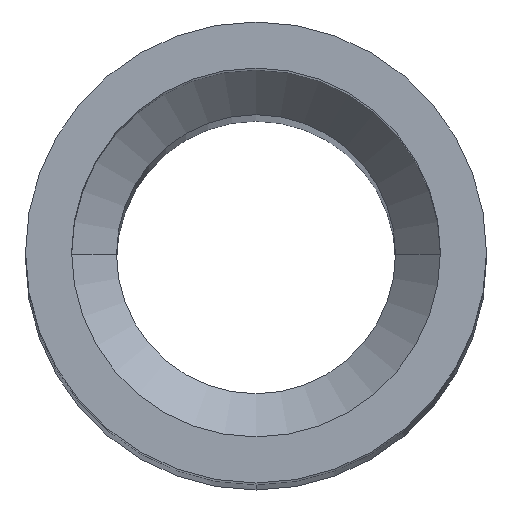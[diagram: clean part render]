
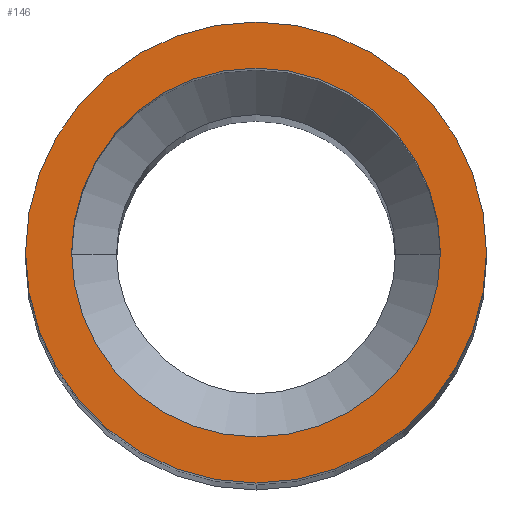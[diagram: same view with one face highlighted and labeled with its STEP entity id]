
A CAD part, top view. The second image highlights one B-rep face of the part: STEP entity #146.
In plain terms, the highlighted planar face has unit normal (0, 0, 1).
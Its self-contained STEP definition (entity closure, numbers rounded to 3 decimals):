
#31 = EDGE_CURVE ( 'NONE', #313, #397, #331, .T. ) ;
#34 = CIRCLE ( 'NONE', #295, 9.5 ) ;
#46 = DIRECTION ( 'NONE',  ( 1., 0., 0. ) ) ;
#51 = AXIS2_PLACEMENT_3D ( 'NONE', #475, #499, #421 ) ;
#87 = DIRECTION ( 'NONE',  ( 0., 0., 1. ) ) ;
#110 = CARTESIAN_POINT ( 'NONE',  ( 7.6, 0., 0. ) ) ;
#111 = AXIS2_PLACEMENT_3D ( 'NONE', #340, #332, #330 ) ;
#133 = ORIENTED_EDGE ( 'NONE', *, *, #176, .T. ) ;
#145 = DIRECTION ( 'NONE',  ( 1., 0., 0. ) ) ;
#146 = ADVANCED_FACE ( 'NONE', ( #231, #183 ), #462, .T. ) ;
#148 = DIRECTION ( 'NONE',  ( 0., 0., 1. ) ) ;
#150 = CARTESIAN_POINT ( 'NONE',  ( 0., 0., 0. ) ) ;
#154 = VERTEX_POINT ( 'NONE', #414 ) ;
#162 = DIRECTION ( 'NONE',  ( 0., 0., 1. ) ) ;
#164 = DIRECTION ( 'NONE',  ( 1., 0., 0. ) ) ;
#166 = CARTESIAN_POINT ( 'NONE',  ( -7.6, 0., 0. ) ) ;
#176 = EDGE_CURVE ( 'NONE', #469, #154, #192, .T. ) ;
#183 = FACE_OUTER_BOUND ( 'NONE', #520, .T. ) ;
#189 = CARTESIAN_POINT ( 'NONE',  ( 0., 0., 0. ) ) ;
#192 = CIRCLE ( 'NONE', #111, 9.5 ) ;
#231 = FACE_BOUND ( 'NONE', #427, .T. ) ;
#248 = AXIS2_PLACEMENT_3D ( 'NONE', #189, #162, #164 ) ;
#277 = AXIS2_PLACEMENT_3D ( 'NONE', #529, #87, #46 ) ;
#289 = EDGE_CURVE ( 'NONE', #154, #469, #34, .T. ) ;
#292 = ORIENTED_EDGE ( 'NONE', *, *, #470, .F. ) ;
#295 = AXIS2_PLACEMENT_3D ( 'NONE', #150, #148, #145 ) ;
#313 = VERTEX_POINT ( 'NONE', #110 ) ;
#328 = CARTESIAN_POINT ( 'NONE',  ( -9.5, 0., 0. ) ) ;
#330 = DIRECTION ( 'NONE',  ( 1., 0., 0. ) ) ;
#331 = CIRCLE ( 'NONE', #277, 7.6 ) ;
#332 = DIRECTION ( 'NONE',  ( 0., 0., 1. ) ) ;
#340 = CARTESIAN_POINT ( 'NONE',  ( 0., 0., 0. ) ) ;
#397 = VERTEX_POINT ( 'NONE', #166 ) ;
#414 = CARTESIAN_POINT ( 'NONE',  ( 9.5, 0., 0. ) ) ;
#421 = DIRECTION ( 'NONE',  ( 1., 0., 0. ) ) ;
#427 = EDGE_LOOP ( 'NONE', ( #532, #292 ) ) ;
#462 = PLANE ( 'NONE',  #51 ) ;
#469 = VERTEX_POINT ( 'NONE', #328 ) ;
#470 = EDGE_CURVE ( 'NONE', #397, #313, #480, .T. ) ;
#475 = CARTESIAN_POINT ( 'NONE',  ( 0., 0., 0. ) ) ;
#476 = ORIENTED_EDGE ( 'NONE', *, *, #289, .T. ) ;
#480 = CIRCLE ( 'NONE', #248, 7.6 ) ;
#499 = DIRECTION ( 'NONE',  ( 0., 0., 1. ) ) ;
#520 = EDGE_LOOP ( 'NONE', ( #476, #133 ) ) ;
#529 = CARTESIAN_POINT ( 'NONE',  ( 0., 0., 0. ) ) ;
#532 = ORIENTED_EDGE ( 'NONE', *, *, #31, .F. ) ;
